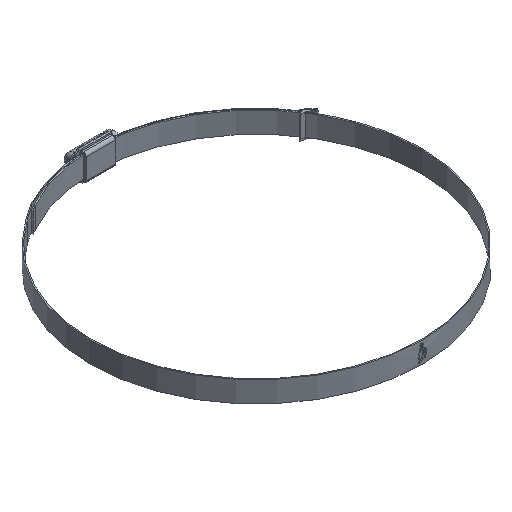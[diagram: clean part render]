
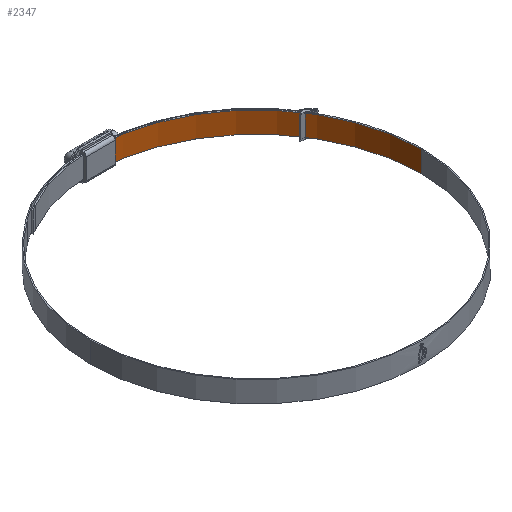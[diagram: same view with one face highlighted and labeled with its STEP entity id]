
A CAD part, isometric view. The second image highlights one B-rep face of the part: STEP entity #2347.
In plain terms, the highlighted cylindrical face has radius 125 mm (diameter 250 mm), a partial arc.
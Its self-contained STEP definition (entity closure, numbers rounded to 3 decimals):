
#339 = CARTESIAN_POINT ( 'NONE',  ( 0., 0., 8. ) ) ;
#413 = CARTESIAN_POINT ( 'NONE',  ( 0., 0., -8. ) ) ;
#470 = DIRECTION ( 'NONE',  ( 0., 0., 1. ) ) ;
#521 = VERTEX_POINT ( 'NONE', #5130 ) ;
#903 = DIRECTION ( 'NONE',  ( -1., 0., 0. ) ) ;
#918 = VECTOR ( 'NONE', #2358, 1000. ) ;
#1431 = ORIENTED_EDGE ( 'NONE', *, *, #7542, .F. ) ;
#1789 = VERTEX_POINT ( 'NONE', #7637 ) ;
#1941 = DIRECTION ( 'NONE',  ( 0., 0., -1. ) ) ;
#2124 = DIRECTION ( 'NONE',  ( -1., 0., 0. ) ) ;
#2125 = FACE_OUTER_BOUND ( 'NONE', #2747, .T. ) ;
#2347 = ADVANCED_FACE ( 'NONE', ( #2125 ), #5719, .F. ) ;
#2358 = DIRECTION ( 'NONE',  ( 0., 0., 1. ) ) ;
#2558 = CARTESIAN_POINT ( 'NONE',  ( 0., 125., -8. ) ) ;
#2747 = EDGE_LOOP ( 'NONE', ( #11137, #7238, #1431, #4792 ) ) ;
#3333 = AXIS2_PLACEMENT_3D ( 'NONE', #413, #8543, #903 ) ;
#3776 = EDGE_CURVE ( 'NONE', #1789, #521, #8202, .T. ) ;
#4066 = VERTEX_POINT ( 'NONE', #2558 ) ;
#4568 = CARTESIAN_POINT ( 'NONE',  ( 125., 0., -8. ) ) ;
#4792 = ORIENTED_EDGE ( 'NONE', *, *, #4992, .F. ) ;
#4890 = CARTESIAN_POINT ( 'NONE',  ( 0., 0., -8. ) ) ;
#4992 = EDGE_CURVE ( 'NONE', #4066, #9657, #5942, .T. ) ;
#5130 = CARTESIAN_POINT ( 'NONE',  ( 125., 0., 8. ) ) ;
#5661 = DIRECTION ( 'NONE',  ( 1., 0., 0. ) ) ;
#5719 = CYLINDRICAL_SURFACE ( 'NONE', #8868, 125. ) ;
#5891 = CARTESIAN_POINT ( 'NONE',  ( 0., 125., -8. ) ) ;
#5935 = AXIS2_PLACEMENT_3D ( 'NONE', #339, #1941, #2124 ) ;
#5942 = LINE ( 'NONE', #5891, #918 ) ;
#6591 = EDGE_CURVE ( 'NONE', #4066, #1789, #7493, .T. ) ;
#7238 = ORIENTED_EDGE ( 'NONE', *, *, #3776, .T. ) ;
#7493 = CIRCLE ( 'NONE', #3333, 125. ) ;
#7542 = EDGE_CURVE ( 'NONE', #9657, #521, #7976, .T. ) ;
#7637 = CARTESIAN_POINT ( 'NONE',  ( 125., 0., -8. ) ) ;
#7976 = CIRCLE ( 'NONE', #5935, 125. ) ;
#8202 = LINE ( 'NONE', #4568, #9255 ) ;
#8543 = DIRECTION ( 'NONE',  ( 0., 0., -1. ) ) ;
#8868 = AXIS2_PLACEMENT_3D ( 'NONE', #4890, #470, #5661 ) ;
#9255 = VECTOR ( 'NONE', #9861, 1000. ) ;
#9657 = VERTEX_POINT ( 'NONE', #10935 ) ;
#9861 = DIRECTION ( 'NONE',  ( 0., 0., 1. ) ) ;
#10935 = CARTESIAN_POINT ( 'NONE',  ( 0., 125., 8. ) ) ;
#11137 = ORIENTED_EDGE ( 'NONE', *, *, #6591, .T. ) ;
